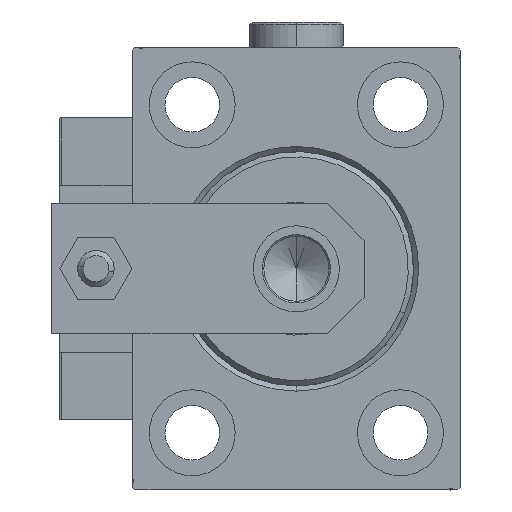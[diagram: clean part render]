
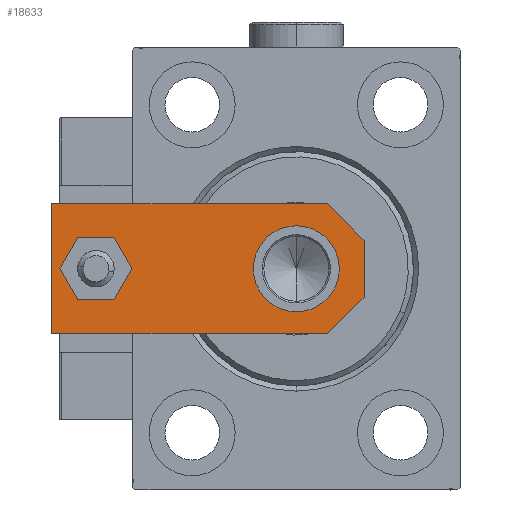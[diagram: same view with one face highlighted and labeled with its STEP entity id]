
A CAD part, left-side view. The second image highlights one B-rep face of the part: STEP entity #18633.
In plain terms, the highlighted face is planar.
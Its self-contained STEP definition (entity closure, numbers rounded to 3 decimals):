
#367 = VERTEX_POINT ( 'NONE', #45994 ) ;
#1611 = LINE ( 'NONE', #36791, #38146 ) ;
#3411 = DIRECTION ( 'NONE',  ( 0., 0., 1. ) ) ;
#3592 = DIRECTION ( 'NONE',  ( 0., 0., 1. ) ) ;
#5169 = VERTEX_POINT ( 'NONE', #16491 ) ;
#5958 = DIRECTION ( 'NONE',  ( 0., 0., 1. ) ) ;
#6254 = CIRCLE ( 'NONE', #31249, 4. ) ;
#7458 = EDGE_CURVE ( 'NONE', #10147, #50727, #44840, .T. ) ;
#7516 = CARTESIAN_POINT ( 'NONE',  ( 5.5, 0., 6. ) ) ;
#7583 = DIRECTION ( 'NONE',  ( 1., 0., 0. ) ) ;
#7869 = VECTOR ( 'NONE', #30722, 1000. ) ;
#8189 = ORIENTED_EDGE ( 'NONE', *, *, #43163, .F. ) ;
#8365 = ORIENTED_EDGE ( 'NONE', *, *, #49048, .T. ) ;
#8481 = ORIENTED_EDGE ( 'NONE', *, *, #20994, .T. ) ;
#8548 = VECTOR ( 'NONE', #13410, 1000. ) ;
#8696 = EDGE_CURVE ( 'NONE', #13429, #5169, #6254, .T. ) ;
#9652 = VERTEX_POINT ( 'NONE', #28440 ) ;
#10147 = VERTEX_POINT ( 'NONE', #47100 ) ;
#10900 = PLANE ( 'NONE',  #18110 ) ;
#11086 = AXIS2_PLACEMENT_3D ( 'NONE', #23252, #19334, #18554 ) ;
#11433 = DIRECTION ( 'NONE',  ( 1., 0., 0. ) ) ;
#12188 = VERTEX_POINT ( 'NONE', #31994 ) ;
#13190 = EDGE_CURVE ( 'NONE', #33802, #9652, #23899, .T. ) ;
#13410 = DIRECTION ( 'NONE',  ( 0., -1., 0. ) ) ;
#13429 = VERTEX_POINT ( 'NONE', #18378 ) ;
#15521 = LINE ( 'NONE', #27249, #42041 ) ;
#15843 = CARTESIAN_POINT ( 'NONE',  ( 0., 13., 6. ) ) ;
#16491 = CARTESIAN_POINT ( 'NONE',  ( -4., 51.5, 6. ) ) ;
#18110 = AXIS2_PLACEMENT_3D ( 'NONE', #45558, #5958, #37990 ) ;
#18378 = CARTESIAN_POINT ( 'NONE',  ( 4., 51.5, 6. ) ) ;
#18554 = DIRECTION ( 'NONE',  ( 1., 0., 0. ) ) ;
#18633 = ADVANCED_FACE ( 'NONE', ( #29690, #33834, #42166 ), #10900, .T. ) ;
#18990 = CARTESIAN_POINT ( 'NONE',  ( 0., 51.5, 6. ) ) ;
#18991 = CARTESIAN_POINT ( 'NONE',  ( 12.5, 60., 6. ) ) ;
#19334 = DIRECTION ( 'NONE',  ( 0., 0., 1. ) ) ;
#20949 = VECTOR ( 'NONE', #32999, 1000. ) ;
#20994 = EDGE_CURVE ( 'NONE', #50727, #29982, #1611, .T. ) ;
#21175 = DIRECTION ( 'NONE',  ( 0.707, 0.707, 0. ) ) ;
#21402 = CARTESIAN_POINT ( 'NONE',  ( -12.5, 0., 6. ) ) ;
#21660 = DIRECTION ( 'NONE',  ( 1., 0., 0. ) ) ;
#22090 = ORIENTED_EDGE ( 'NONE', *, *, #35208, .F. ) ;
#23252 = CARTESIAN_POINT ( 'NONE',  ( 0., 51.5, 6. ) ) ;
#23408 = DIRECTION ( 'NONE',  ( 0., 0., 1. ) ) ;
#23743 = EDGE_LOOP ( 'NONE', ( #22090, #33570 ) ) ;
#23899 = CIRCLE ( 'NONE', #29750, 8.25 ) ;
#25147 = CARTESIAN_POINT ( 'NONE',  ( -8.25, 13., 6. ) ) ;
#26899 = CIRCLE ( 'NONE', #11086, 4. ) ;
#26939 = EDGE_CURVE ( 'NONE', #29982, #12188, #44707, .T. ) ;
#27249 = CARTESIAN_POINT ( 'NONE',  ( -2.75, -2.75, 6. ) ) ;
#28440 = CARTESIAN_POINT ( 'NONE',  ( 8.25, 13., 6. ) ) ;
#29690 = FACE_BOUND ( 'NONE', #23743, .T. ) ;
#29750 = AXIS2_PLACEMENT_3D ( 'NONE', #15843, #3592, #47625 ) ;
#29982 = VERTEX_POINT ( 'NONE', #34892 ) ;
#30671 = ORIENTED_EDGE ( 'NONE', *, *, #13190, .F. ) ;
#30722 = DIRECTION ( 'NONE',  ( -1., 0., 0. ) ) ;
#31249 = AXIS2_PLACEMENT_3D ( 'NONE', #18990, #23408, #11433 ) ;
#31259 = CARTESIAN_POINT ( 'NONE',  ( -12.5, 7., 6. ) ) ;
#31994 = CARTESIAN_POINT ( 'NONE',  ( 12.5, 60., 6. ) ) ;
#32999 = DIRECTION ( 'NONE',  ( 0., 1., 0. ) ) ;
#33570 = ORIENTED_EDGE ( 'NONE', *, *, #8696, .F. ) ;
#33802 = VERTEX_POINT ( 'NONE', #25147 ) ;
#33834 = FACE_OUTER_BOUND ( 'NONE', #45210, .T. ) ;
#34523 = DIRECTION ( 'NONE',  ( 0.707, -0.707, 0. ) ) ;
#34892 = CARTESIAN_POINT ( 'NONE',  ( 12.5, 7., 6. ) ) ;
#35208 = EDGE_CURVE ( 'NONE', #5169, #13429, #26899, .T. ) ;
#35604 = ORIENTED_EDGE ( 'NONE', *, *, #26939, .T. ) ;
#36791 = CARTESIAN_POINT ( 'NONE',  ( 2.75, -2.75, 6. ) ) ;
#36842 = AXIS2_PLACEMENT_3D ( 'NONE', #39366, #3411, #7583 ) ;
#37146 = CARTESIAN_POINT ( 'NONE',  ( 12.5, 0., 6. ) ) ;
#37990 = DIRECTION ( 'NONE',  ( 1., 0., 0. ) ) ;
#38146 = VECTOR ( 'NONE', #21175, 1000. ) ;
#39366 = CARTESIAN_POINT ( 'NONE',  ( 0., 13., 6. ) ) ;
#42041 = VECTOR ( 'NONE', #34523, 1000. ) ;
#42166 = FACE_BOUND ( 'NONE', #48807, .T. ) ;
#42681 = LINE ( 'NONE', #18991, #7869 ) ;
#42802 = EDGE_CURVE ( 'NONE', #367, #48182, #45949, .T. ) ;
#42866 = ORIENTED_EDGE ( 'NONE', *, *, #42802, .T. ) ;
#43163 = EDGE_CURVE ( 'NONE', #9652, #33802, #45982, .T. ) ;
#44707 = LINE ( 'NONE', #37146, #20949 ) ;
#44822 = ORIENTED_EDGE ( 'NONE', *, *, #46230, .T. ) ;
#44840 = LINE ( 'NONE', #21402, #45356 ) ;
#45210 = EDGE_LOOP ( 'NONE', ( #42866, #8365, #50189, #8481, #35604, #44822 ) ) ;
#45356 = VECTOR ( 'NONE', #21660, 1000. ) ;
#45440 = CARTESIAN_POINT ( 'NONE',  ( -12.5, 60., 6. ) ) ;
#45558 = CARTESIAN_POINT ( 'NONE',  ( 0., 0., 6. ) ) ;
#45949 = LINE ( 'NONE', #45440, #8548 ) ;
#45982 = CIRCLE ( 'NONE', #36842, 8.25 ) ;
#45994 = CARTESIAN_POINT ( 'NONE',  ( -12.5, 60., 6. ) ) ;
#46230 = EDGE_CURVE ( 'NONE', #12188, #367, #42681, .T. ) ;
#47100 = CARTESIAN_POINT ( 'NONE',  ( -5.5, 0., 6. ) ) ;
#47625 = DIRECTION ( 'NONE',  ( 1., 0., 0. ) ) ;
#48182 = VERTEX_POINT ( 'NONE', #31259 ) ;
#48807 = EDGE_LOOP ( 'NONE', ( #30671, #8189 ) ) ;
#49048 = EDGE_CURVE ( 'NONE', #48182, #10147, #15521, .T. ) ;
#50189 = ORIENTED_EDGE ( 'NONE', *, *, #7458, .T. ) ;
#50727 = VERTEX_POINT ( 'NONE', #7516 ) ;
